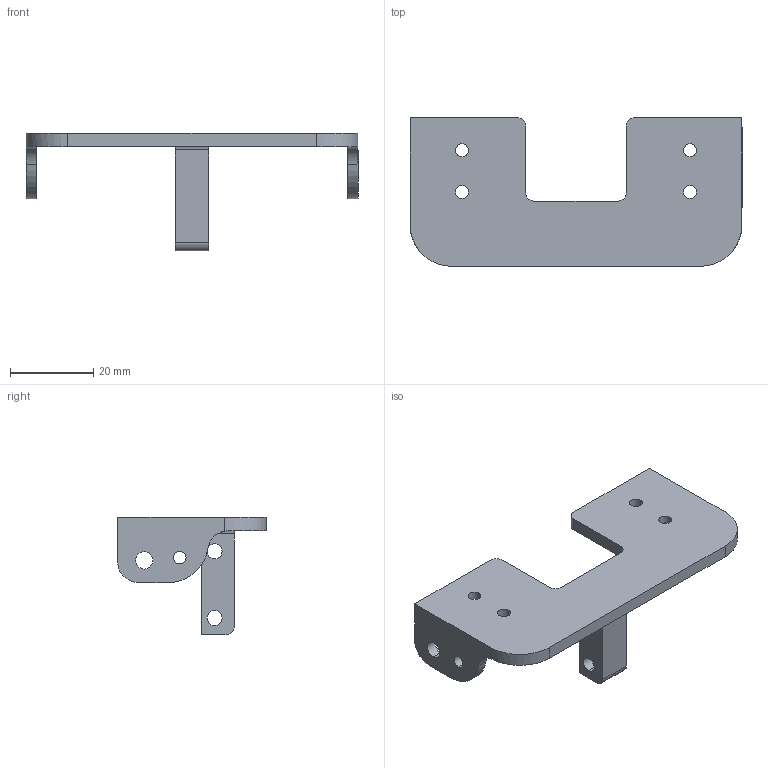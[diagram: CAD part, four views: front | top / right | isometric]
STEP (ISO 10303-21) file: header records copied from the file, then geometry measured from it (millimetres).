
FILE_DESCRIPTION (( 'STEP AP203' ), '1' );
FILE_NAME ('CB-002-012-Motor Plate.STEP', '2023-07-21T01:18:29', ( '' ), ( '' ), 'SwSTEP 2.0', 'SolidWorks 2023', '' );
FILE_SCHEMA (( 'CONFIG_CONTROL_DESIGN' ));
Length unit declared in the file: millimetre
Products named in the file (1): CB-002-012-Motor Plate
Bounding box: 79.7 x 35.66 x 28.18 mm (x, y, z)
Volume: 8498.5 mm3; surface area: 7675.3 mm2
Topology: 1 solids, 1 shells, 78 faces, 226 edges, 144 vertices
Faces by surface type: cylinder 47, plane 19, bspline 6, torus 6
Entity records: 2939 total; most frequent: CARTESIAN_POINT 779, DIRECTION 444, ORIENTED_EDGE 440, EDGE_CURVE 220, AXIS2_PLACEMENT_3D 169, VERTEX_POINT 144, LINE 106, VECTOR 106
